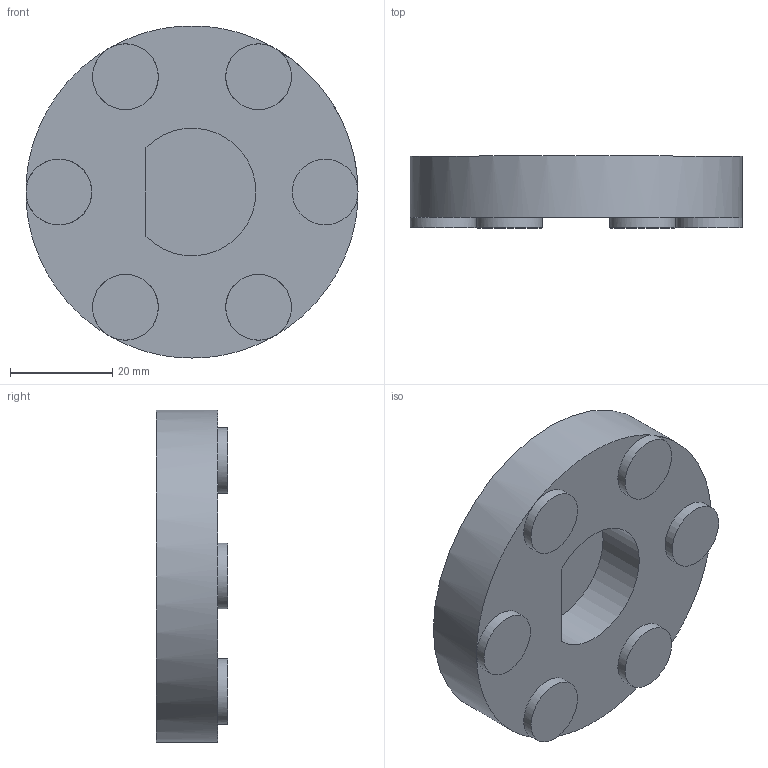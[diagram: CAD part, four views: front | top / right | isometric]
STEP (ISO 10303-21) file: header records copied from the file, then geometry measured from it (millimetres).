
FILE_DESCRIPTION(/* description */ (''),/* implementation_level */ '2;1');
FILE_NAME(/* name */ 'Rotor press v8.step',/* time_stamp */ '2022-02-23T11:32:12+01:00',/* author */ (''),/* organization */ (''),/* preprocessor_version */ 'ST-DEVELOPER v18.1',/* originating_system */ 'Autodesk Translation Framework v10.13.0.1454',/* authorisation */ '');
FILE_SCHEMA (('AUTOMOTIVE_DESIGN { 1 0 10303 214 3 1 1 }'));
Length unit declared in the file: millimetre
Products named in the file (1): Rotor press
Bounding box: 64.95 x 14 x 64.95 mm (x, y, z)
Volume: 36823.7 mm3; surface area: 10326.5 mm2
Topology: 1 solids, 1 shells, 18 faces, 32 edges, 17 vertices
Faces by surface type: plane 10, cylinder 8
Full cylindrical faces by diameter (mm): 12.85 x6, 64.95 x1
Entity records: 466 total; most frequent: DIRECTION 91, CARTESIAN_POINT 68, ORIENTED_EDGE 64, AXIS2_PLACEMENT_3D 40, EDGE_CURVE 32, CIRCLE 21, EDGE_LOOP 19, FACE_OUTER_BOUND 18
